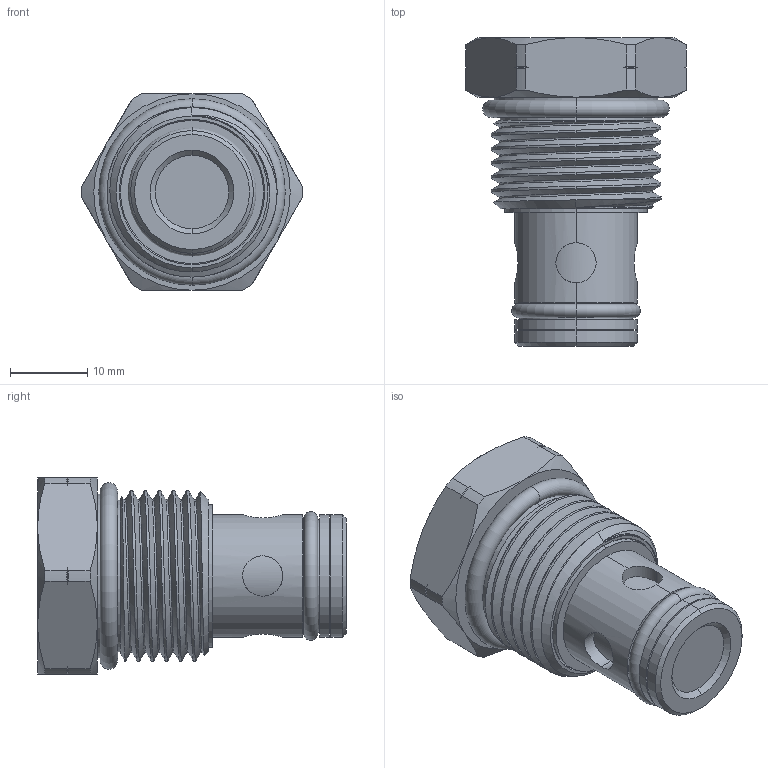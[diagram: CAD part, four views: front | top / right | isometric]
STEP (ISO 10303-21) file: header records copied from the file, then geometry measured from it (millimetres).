
FILE_DESCRIPTION (( 'STEP AP203' ), '1' );
FILE_NAME ('CV10W20-N-2.STEP', '2024-08-23T01:15:10', ( '' ), ( '' ), 'SwSTEP 2.0', 'SolidWorks 2018', '' );
FILE_SCHEMA (( 'CONFIG_CONTROL_DESIGN' ));
Length unit declared in the file: millimetre
Products named in the file (1): CV10W20-N-2
Bounding box: 28.57 x 39.9 x 25.4 mm (x, y, z)
Volume: 12731.2 mm3; surface area: 4669.1 mm2
Topology: 1 solids, 1 shells, 118 faces, 290 edges, 185 vertices
Faces by surface type: cylinder 55, cone 38, plane 18, torus 4, bspline 3
Entity records: 5193 total; most frequent: CARTESIAN_POINT 2481, ORIENTED_EDGE 580, DIRECTION 521, EDGE_CURVE 290, AXIS2_PLACEMENT_3D 221, VERTEX_POINT 185, EDGE_LOOP 129, FACE_OUTER_BOUND 118
